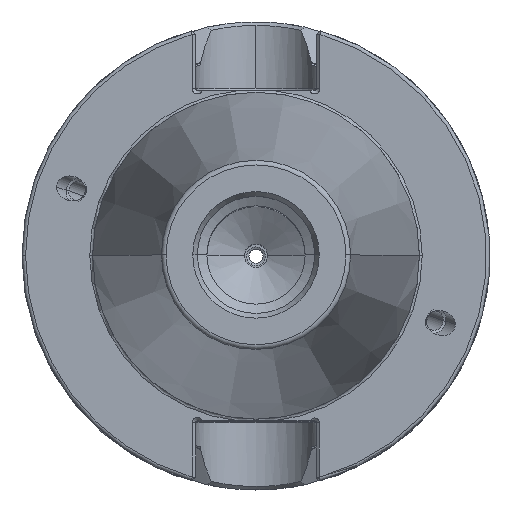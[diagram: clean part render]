
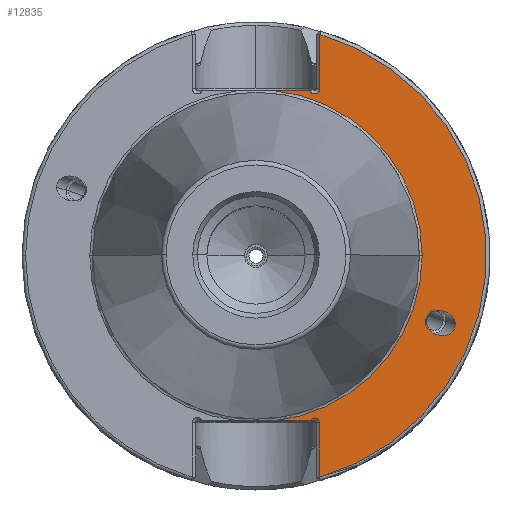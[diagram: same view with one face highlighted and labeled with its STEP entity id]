
A CAD part, top view. The second image highlights one B-rep face of the part: STEP entity #12835.
In plain terms, the highlighted planar face has unit normal (0, 0, 1).
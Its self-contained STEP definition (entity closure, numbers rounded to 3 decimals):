
#442 = CARTESIAN_POINT ( 'NONE',  ( 13.544, -35.675, -3. ) ) ;
#1005 = ORIENTED_EDGE ( 'NONE', *, *, #15091, .T. ) ;
#1179 = DIRECTION ( 'NONE',  ( 0., 0., -1. ) ) ;
#1594 = EDGE_LOOP ( 'NONE', ( #8805, #13416, #15879, #7714, #9678, #17670, #14426, #18755, #16422 ) ) ;
#1662 = CARTESIAN_POINT ( 'NONE',  ( 12.525, -35.675, -3. ) ) ;
#1698 = AXIS2_PLACEMENT_3D ( 'NONE', #15773, #6271, #17729 ) ;
#1715 = FACE_OUTER_BOUND ( 'NONE', #1594, .T. ) ;
#2336 = CARTESIAN_POINT ( 'NONE',  ( 42.579, -14.707, -3. ) ) ;
#2762 = CARTESIAN_POINT ( 'NONE',  ( 12.525, 35.675, -3. ) ) ;
#2984 = CARTESIAN_POINT ( 'NONE',  ( 0., 0., -3. ) ) ;
#3125 = DIRECTION ( 'NONE',  ( 0., -1., 0. ) ) ;
#3172 = CIRCLE ( 'NONE', #4012, 1.019 ) ;
#3311 = DIRECTION ( 'NONE',  ( -1., 0., 0. ) ) ;
#3422 = CARTESIAN_POINT ( 'NONE',  ( 3.763, 35.3, -3. ) ) ;
#3873 = CARTESIAN_POINT ( 'NONE',  ( 36.355, -8.72, -3. ) ) ;
#4012 = AXIS2_PLACEMENT_3D ( 'NONE', #1662, #13085, #3311 ) ;
#4368 = CARTESIAN_POINT ( 'NONE',  ( 13.65, 35.675, -3. ) ) ;
#4373 = DIRECTION ( 'NONE',  ( -1., 0., 0. ) ) ;
#4600 = DIRECTION ( 'NONE',  ( -1., 0., 0. ) ) ;
#4832 = CARTESIAN_POINT ( 'NONE',  ( 3.763, -35.3, -3. ) ) ;
#5293 =( BOUNDED_CURVE ( )  B_SPLINE_CURVE ( 3, ( #10160, #3873, #5506, #16949 ),
 .UNSPECIFIED., .F., .F. ) 
 B_SPLINE_CURVE_WITH_KNOTS ( ( 4, 4 ),
 ( 2.852, 5.993 ),
 .UNSPECIFIED. ) 
 CURVE ( )  GEOMETRIC_REPRESENTATION_ITEM ( )  RATIONAL_B_SPLINE_CURVE ( ( 1., 0.333, 0.333, 1. ) ) 
 REPRESENTATION_ITEM ( '' )  );
#5380 = VECTOR ( 'NONE', #3125, 1000. ) ;
#5473 = VERTEX_POINT ( 'NONE', #8122 ) ;
#5506 = CARTESIAN_POINT ( 'NONE',  ( 42.579, -9.404, -3. ) ) ;
#6271 = DIRECTION ( 'NONE',  ( 0., 0., -1. ) ) ;
#6391 = EDGE_CURVE ( 'NONE', #20879, #15415, #8651, .T. ) ;
#6516 = EDGE_LOOP ( 'NONE', ( #14388, #1005 ) ) ;
#6532 = AXIS2_PLACEMENT_3D ( 'NONE', #2984, #14380, #4600 ) ;
#7188 = VERTEX_POINT ( 'NONE', #3422 ) ;
#7714 = ORIENTED_EDGE ( 'NONE', *, *, #12875, .T. ) ;
#8023 = CIRCLE ( 'NONE', #6532, 35.5 ) ;
#8096 = DIRECTION ( 'NONE',  ( 0., 0., 1. ) ) ;
#8122 = CARTESIAN_POINT ( 'NONE',  ( 13.65, 47.308, -3. ) ) ;
#8129 = DIRECTION ( 'NONE',  ( 0., -1., 0. ) ) ;
#8264 = EDGE_CURVE ( 'NONE', #7188, #14125, #14261, .T. ) ;
#8651 =( BOUNDED_CURVE ( )  B_SPLINE_CURVE ( 3, ( #2336, #8824, #18649, #13751 ),
 .UNSPECIFIED., .F., .F. ) 
 B_SPLINE_CURVE_WITH_KNOTS ( ( 4, 4 ),
 ( 5.993, 9.135 ),
 .UNSPECIFIED. ) 
 CURVE ( )  GEOMETRIC_REPRESENTATION_ITEM ( )  RATIONAL_B_SPLINE_CURVE ( ( 1., 0.333, 0.333, 1. ) ) 
 REPRESENTATION_ITEM ( '' )  );
#8687 = VERTEX_POINT ( 'NONE', #4832 ) ;
#8805 = ORIENTED_EDGE ( 'NONE', *, *, #10630, .F. ) ;
#8824 = CARTESIAN_POINT ( 'NONE',  ( 42.579, -20.01, -3. ) ) ;
#9196 = PLANE ( 'NONE',  #1698 ) ;
#9360 = AXIS2_PLACEMENT_3D ( 'NONE', #17942, #8096, #19606 ) ;
#9678 = ORIENTED_EDGE ( 'NONE', *, *, #11657, .T. ) ;
#9740 = LINE ( 'NONE', #12913, #5380 ) ;
#9874 = FACE_BOUND ( 'NONE', #6516, .T. ) ;
#9917 = VECTOR ( 'NONE', #16496, 1000. ) ;
#10160 = CARTESIAN_POINT ( 'NONE',  ( 36.355, -14.023, -3. ) ) ;
#10314 = CARTESIAN_POINT ( 'NONE',  ( 35.5, 0., -3. ) ) ;
#10630 = EDGE_CURVE ( 'NONE', #16598, #8687, #15682, .T. ) ;
#10651 = EDGE_CURVE ( 'NONE', #16598, #10910, #3172, .T. ) ;
#10910 = VERTEX_POINT ( 'NONE', #442 ) ;
#10987 = CARTESIAN_POINT ( 'NONE',  ( 0., 0., -3. ) ) ;
#11409 = DIRECTION ( 'NONE',  ( -1., 0., 0. ) ) ;
#11517 = CARTESIAN_POINT ( 'NONE',  ( 36.355, -14.023, -3. ) ) ;
#11657 = EDGE_CURVE ( 'NONE', #5473, #12087, #9740, .T. ) ;
#12087 = VERTEX_POINT ( 'NONE', #4368 ) ;
#12602 = DIRECTION ( 'NONE',  ( -1., 0., 0. ) ) ;
#12835 = ADVANCED_FACE ( 'NONE', ( #9874, #1715 ), #9196, .F. ) ;
#12875 = EDGE_CURVE ( 'NONE', #13136, #5473, #19376, .T. ) ;
#12913 = CARTESIAN_POINT ( 'NONE',  ( 13.65, 35.675, -3. ) ) ;
#12972 = CARTESIAN_POINT ( 'NONE',  ( 42.579, -14.707, -3. ) ) ;
#13085 = DIRECTION ( 'NONE',  ( 0., 0., -1. ) ) ;
#13136 = VERTEX_POINT ( 'NONE', #15250 ) ;
#13416 = ORIENTED_EDGE ( 'NONE', *, *, #10651, .T. ) ;
#13574 = VERTEX_POINT ( 'NONE', #10314 ) ;
#13638 = CIRCLE ( 'NONE', #13891, 1.125 ) ;
#13751 = CARTESIAN_POINT ( 'NONE',  ( 36.355, -14.023, -3. ) ) ;
#13891 = AXIS2_PLACEMENT_3D ( 'NONE', #2762, #14160, #4373 ) ;
#14125 = VERTEX_POINT ( 'NONE', #16628 ) ;
#14160 = DIRECTION ( 'NONE',  ( 0., 0., -1. ) ) ;
#14261 = LINE ( 'NONE', #18100, #9917 ) ;
#14380 = DIRECTION ( 'NONE',  ( 0., 0., -1. ) ) ;
#14388 = ORIENTED_EDGE ( 'NONE', *, *, #6391, .T. ) ;
#14426 = ORIENTED_EDGE ( 'NONE', *, *, #8264, .F. ) ;
#14651 = VECTOR ( 'NONE', #8129, 1000. ) ;
#15091 = EDGE_CURVE ( 'NONE', #15415, #20879, #5293, .T. ) ;
#15250 = CARTESIAN_POINT ( 'NONE',  ( 13.544, -47.338, -3. ) ) ;
#15415 = VERTEX_POINT ( 'NONE', #11517 ) ;
#15682 = LINE ( 'NONE', #21192, #19555 ) ;
#15773 = CARTESIAN_POINT ( 'NONE',  ( 0., 49.987, -3. ) ) ;
#15879 = ORIENTED_EDGE ( 'NONE', *, *, #16264, .T. ) ;
#16077 = EDGE_CURVE ( 'NONE', #12087, #14125, #13638, .T. ) ;
#16086 = EDGE_CURVE ( 'NONE', #7188, #13574, #18030, .T. ) ;
#16088 = AXIS2_PLACEMENT_3D ( 'NONE', #10987, #1179, #12602 ) ;
#16264 = EDGE_CURVE ( 'NONE', #10910, #13136, #19054, .T. ) ;
#16422 = ORIENTED_EDGE ( 'NONE', *, *, #19316, .T. ) ;
#16496 = DIRECTION ( 'NONE',  ( 1., 0., 0. ) ) ;
#16598 = VERTEX_POINT ( 'NONE', #20067 ) ;
#16628 = CARTESIAN_POINT ( 'NONE',  ( 11.464, 35.3, -3. ) ) ;
#16949 = CARTESIAN_POINT ( 'NONE',  ( 42.579, -14.707, -3. ) ) ;
#17670 = ORIENTED_EDGE ( 'NONE', *, *, #16077, .T. ) ;
#17729 = DIRECTION ( 'NONE',  ( -1., 0., 0. ) ) ;
#17942 = CARTESIAN_POINT ( 'NONE',  ( 0., 0., -3. ) ) ;
#18030 = CIRCLE ( 'NONE', #16088, 35.5 ) ;
#18100 = CARTESIAN_POINT ( 'NONE',  ( 0., 35.3, -3. ) ) ;
#18649 = CARTESIAN_POINT ( 'NONE',  ( 36.355, -19.326, -3. ) ) ;
#18755 = ORIENTED_EDGE ( 'NONE', *, *, #16086, .T. ) ;
#19054 = LINE ( 'NONE', #19633, #14651 ) ;
#19316 = EDGE_CURVE ( 'NONE', #13574, #8687, #8023, .T. ) ;
#19376 = CIRCLE ( 'NONE', #9360, 49.237 ) ;
#19555 = VECTOR ( 'NONE', #11409, 1000. ) ;
#19606 = DIRECTION ( 'NONE',  ( -1., 0., 0. ) ) ;
#19633 = CARTESIAN_POINT ( 'NONE',  ( 13.544, 49.987, -3. ) ) ;
#20067 = CARTESIAN_POINT ( 'NONE',  ( 11.578, -35.3, -3. ) ) ;
#20879 = VERTEX_POINT ( 'NONE', #12972 ) ;
#21192 = CARTESIAN_POINT ( 'NONE',  ( 0., -35.3, -3. ) ) ;
